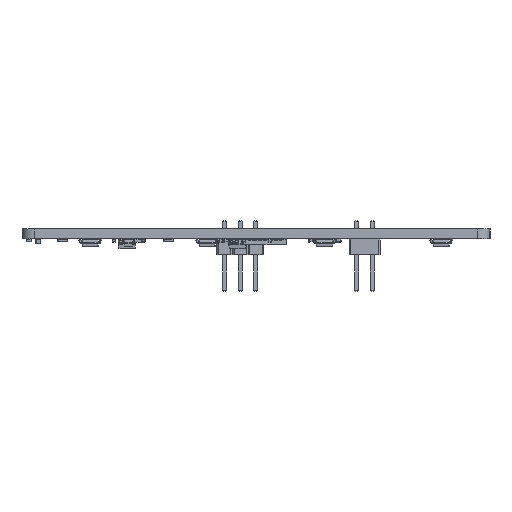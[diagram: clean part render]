
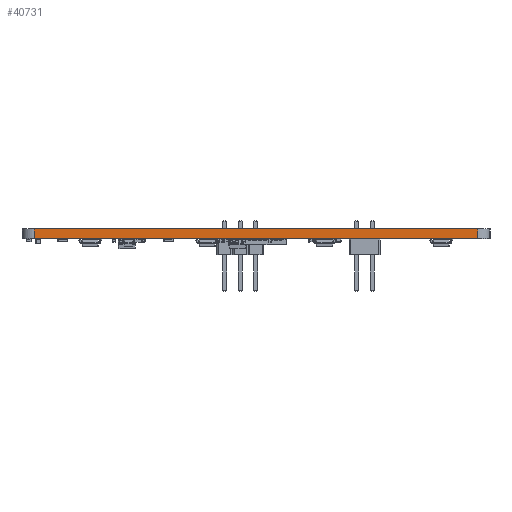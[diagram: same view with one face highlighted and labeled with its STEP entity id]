
A CAD part, left-side view. The second image highlights one B-rep face of the part: STEP entity #40731.
In plain terms, the highlighted planar face has unit normal (-1, 0, 0).
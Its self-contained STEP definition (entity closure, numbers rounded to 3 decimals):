
#35230 = VERTEX_POINT('',#35231);
#35231 = CARTESIAN_POINT('',(19.05,-21.05,0.));
#35238 = EDGE_CURVE('',#35239,#35230,#35241,.T.);
#35239 = VERTEX_POINT('',#35240);
#35240 = CARTESIAN_POINT('',(19.05,-93.25,0.));
#35241 = LINE('',#35242,#35243);
#35242 = CARTESIAN_POINT('',(19.05,-93.25,0.));
#35243 = VECTOR('',#35244,1.);
#35244 = DIRECTION('',(0.,1.,0.));
#37967 = VERTEX_POINT('',#37968);
#37968 = CARTESIAN_POINT('',(19.05,-21.05,1.6));
#37975 = EDGE_CURVE('',#37976,#37967,#37978,.T.);
#37976 = VERTEX_POINT('',#37977);
#37977 = CARTESIAN_POINT('',(19.05,-93.25,1.6));
#37978 = LINE('',#37979,#37980);
#37979 = CARTESIAN_POINT('',(19.05,-93.25,1.6));
#37980 = VECTOR('',#37981,1.);
#37981 = DIRECTION('',(0.,1.,0.));
#40701 = EDGE_CURVE('',#35230,#37967,#40702,.T.);
#40702 = LINE('',#40703,#40704);
#40703 = CARTESIAN_POINT('',(19.05,-21.05,0.));
#40704 = VECTOR('',#40705,1.);
#40705 = DIRECTION('',(0.,0.,1.));
#40731 = ADVANCED_FACE('',(#40732),#40743,.T.);
#40732 = FACE_BOUND('',#40733,.T.);
#40733 = EDGE_LOOP('',(#40734,#40740,#40741,#40742));
#40734 = ORIENTED_EDGE('',*,*,#40735,.T.);
#40735 = EDGE_CURVE('',#35239,#37976,#40736,.T.);
#40736 = LINE('',#40737,#40738);
#40737 = CARTESIAN_POINT('',(19.05,-93.25,0.));
#40738 = VECTOR('',#40739,1.);
#40739 = DIRECTION('',(0.,0.,1.));
#40740 = ORIENTED_EDGE('',*,*,#37975,.T.);
#40741 = ORIENTED_EDGE('',*,*,#40701,.F.);
#40742 = ORIENTED_EDGE('',*,*,#35238,.F.);
#40743 = PLANE('',#40744);
#40744 = AXIS2_PLACEMENT_3D('',#40745,#40746,#40747);
#40745 = CARTESIAN_POINT('',(19.05,-93.25,0.));
#40746 = DIRECTION('',(-1.,0.,0.));
#40747 = DIRECTION('',(0.,1.,0.));
